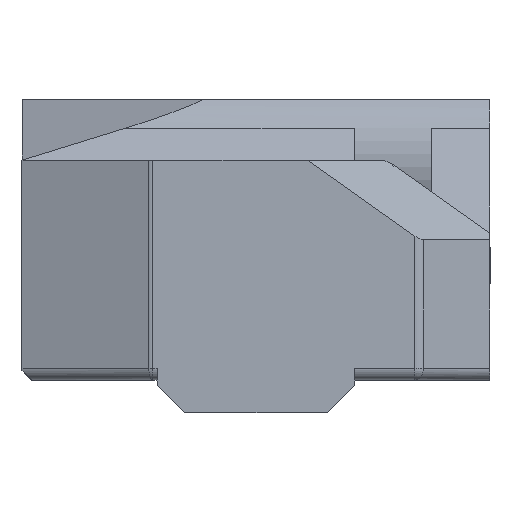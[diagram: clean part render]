
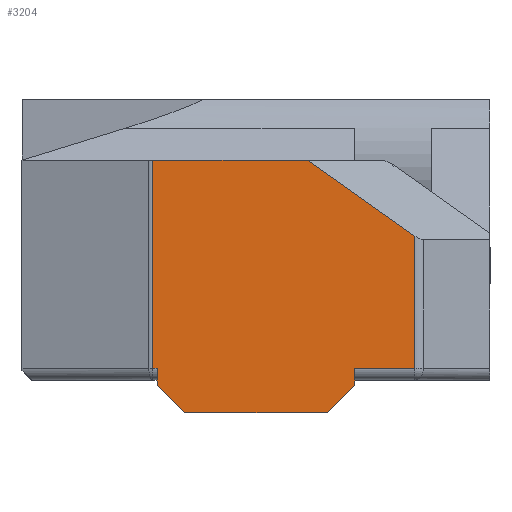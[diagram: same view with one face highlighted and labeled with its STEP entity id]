
A CAD part, left-side view. The second image highlights one B-rep face of the part: STEP entity #3204.
In plain terms, the highlighted planar face has unit normal (-1, 0, 0).
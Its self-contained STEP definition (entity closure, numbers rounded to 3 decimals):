
#227=FACE_OUTER_BOUND('',#421,.T.);
#421=EDGE_LOOP('',(#2435,#2436,#2437,#2438,#2439,#2440,#2441,#2442,#2443,
#2444,#2445));
#626=LINE('',#4775,#1004);
#628=LINE('',#4781,#1006);
#630=LINE('',#4786,#1008);
#636=LINE('',#4808,#1014);
#638=LINE('',#4813,#1016);
#690=LINE('',#4955,#1068);
#707=LINE('',#4992,#1085);
#708=LINE('',#4994,#1086);
#709=LINE('',#4996,#1087);
#710=LINE('',#4998,#1088);
#711=LINE('',#4999,#1089);
#1004=VECTOR('',#3830,10.);
#1006=VECTOR('',#3836,10.);
#1008=VECTOR('',#3842,10.);
#1014=VECTOR('',#3862,10.);
#1016=VECTOR('',#3868,10.);
#1068=VECTOR('',#3998,10.);
#1085=VECTOR('',#4041,10.);
#1086=VECTOR('',#4042,10.);
#1087=VECTOR('',#4043,10.);
#1088=VECTOR('',#4044,10.);
#1089=VECTOR('',#4045,10.);
#1385=VERTEX_POINT('',#4766);
#1386=VERTEX_POINT('',#4773);
#1387=VERTEX_POINT('',#4777);
#1389=VERTEX_POINT('',#4785);
#1396=VERTEX_POINT('',#4801);
#1398=VERTEX_POINT('',#4806);
#1399=VERTEX_POINT('',#4811);
#1451=VERTEX_POINT('',#4991);
#1452=VERTEX_POINT('',#4993);
#1453=VERTEX_POINT('',#4995);
#1454=VERTEX_POINT('',#4997);
#1712=EDGE_CURVE('',#1386,#1385,#626,.T.);
#1715=EDGE_CURVE('',#1385,#1387,#628,.T.);
#1717=EDGE_CURVE('',#1389,#1387,#630,.T.);
#1728=EDGE_CURVE('',#1398,#1396,#636,.T.);
#1731=EDGE_CURVE('',#1396,#1399,#638,.T.);
#1802=EDGE_CURVE('',#1389,#1398,#690,.T.);
#1820=EDGE_CURVE('',#1451,#1386,#707,.T.);
#1821=EDGE_CURVE('',#1452,#1451,#708,.T.);
#1822=EDGE_CURVE('',#1453,#1452,#709,.T.);
#1823=EDGE_CURVE('',#1454,#1453,#710,.T.);
#1824=EDGE_CURVE('',#1399,#1454,#711,.T.);
#2435=ORIENTED_EDGE('',*,*,#1820,.F.);
#2436=ORIENTED_EDGE('',*,*,#1821,.F.);
#2437=ORIENTED_EDGE('',*,*,#1822,.F.);
#2438=ORIENTED_EDGE('',*,*,#1823,.F.);
#2439=ORIENTED_EDGE('',*,*,#1824,.F.);
#2440=ORIENTED_EDGE('',*,*,#1731,.F.);
#2441=ORIENTED_EDGE('',*,*,#1728,.F.);
#2442=ORIENTED_EDGE('',*,*,#1802,.F.);
#2443=ORIENTED_EDGE('',*,*,#1717,.T.);
#2444=ORIENTED_EDGE('',*,*,#1715,.F.);
#2445=ORIENTED_EDGE('',*,*,#1712,.F.);
#3026=PLANE('',#3480);
#3204=ADVANCED_FACE('',(#227),#3026,.T.);
#3480=AXIS2_PLACEMENT_3D('',#4990,#4039,#4040);
#3830=DIRECTION('',(0.,1.,0.));
#3836=DIRECTION('',(0.,0.,1.));
#3842=DIRECTION('',(0.,1.,0.));
#3862=DIRECTION('',(0.,0.,-1.));
#3868=DIRECTION('',(0.,1.,0.));
#3998=DIRECTION('',(0.,-0.816,-0.577));
#4039=DIRECTION('center_axis',(-1.,0.,0.));
#4040=DIRECTION('ref_axis',(0.,-1.,0.));
#4041=DIRECTION('',(0.,0.,1.));
#4042=DIRECTION('',(0.,0.707,0.707));
#4043=DIRECTION('',(0.,1.,0.));
#4044=DIRECTION('',(0.,0.707,-0.707));
#4045=DIRECTION('',(0.,0.,-1.));
#4766=CARTESIAN_POINT('',(-26.,14.412,0.5));
#4773=CARTESIAN_POINT('',(-26.,14.225,0.5));
#4775=CARTESIAN_POINT('',(-26.,12.25,0.5));
#4777=CARTESIAN_POINT('',(-26.,14.412,9.4));
#4781=CARTESIAN_POINT('',(-26.,14.412,0.));
#4785=CARTESIAN_POINT('',(-26.,7.808,9.4));
#4786=CARTESIAN_POINT('',(-26.,8.5,9.4));
#4801=CARTESIAN_POINT('',(-26.,3.207,0.5));
#4806=CARTESIAN_POINT('',(-26.,3.207,6.146));
#4808=CARTESIAN_POINT('',(-26.,3.207,0.));
#4811=CARTESIAN_POINT('',(-26.,5.775,0.5));
#4813=CARTESIAN_POINT('',(-26.,12.25,0.5));
#4955=CARTESIAN_POINT('',(-26.,4.621,7.146));
#4990=CARTESIAN_POINT('Origin',(-26.,14.5,0.));
#4991=CARTESIAN_POINT('',(-26.,14.225,-0.225));
#4992=CARTESIAN_POINT('',(-26.,14.225,-0.35));
#4993=CARTESIAN_POINT('',(-26.,13.05,-1.4));
#4994=CARTESIAN_POINT('',(-26.,13.05,-1.4));
#4995=CARTESIAN_POINT('',(-26.,6.95,-1.4));
#4996=CARTESIAN_POINT('',(-26.,11.525,-1.4));
#4997=CARTESIAN_POINT('',(-26.,5.775,-0.225));
#4998=CARTESIAN_POINT('',(-26.,7.538,-1.988));
#4999=CARTESIAN_POINT('',(-26.,5.775,-0.463));
